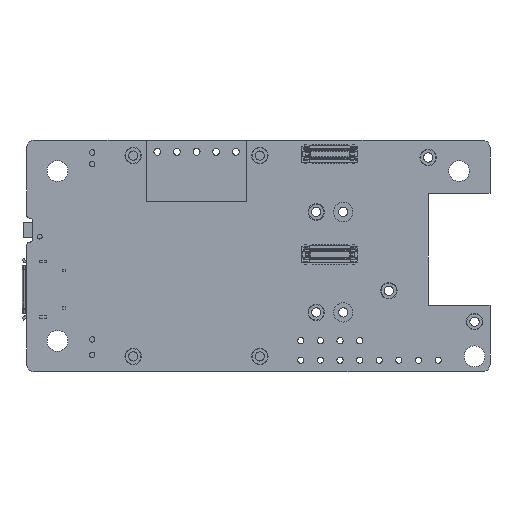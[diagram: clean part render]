
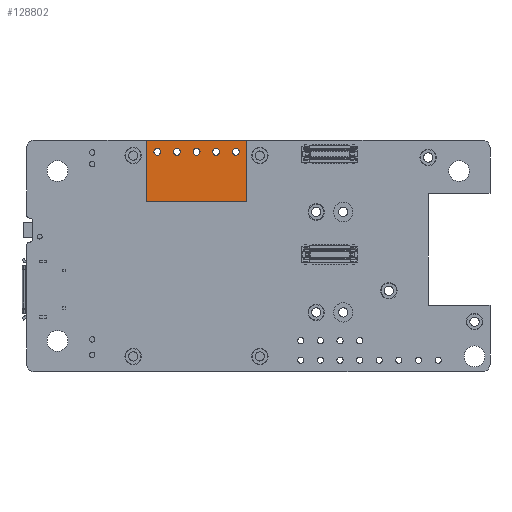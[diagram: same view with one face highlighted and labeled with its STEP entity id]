
A CAD part, front view. The second image highlights one B-rep face of the part: STEP entity #128802.
In plain terms, the highlighted planar face has unit normal (0, -1, 0).
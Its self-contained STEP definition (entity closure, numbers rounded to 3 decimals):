
#128147=DIRECTION('',(1.,0.,0.));
#128148=VECTOR('',#128147,20.);
#128149=CARTESIAN_POINT('',(0.,0.,0.));
#128150=LINE('',#128149,#128148);
#128154=DIRECTION('',(0.,0.,-1.));
#128155=VECTOR('',#128154,30.);
#128156=CARTESIAN_POINT('',(20.,0.,0.));
#128157=LINE('',#128156,#128155);
#128161=DIRECTION('',(-1.,0.,0.));
#128162=VECTOR('',#128161,20.);
#128163=CARTESIAN_POINT('',(20.,0.,-30.));
#128164=LINE('',#128163,#128162);
#128168=DIRECTION('',(0.,0.,1.));
#128169=VECTOR('',#128168,30.);
#128170=CARTESIAN_POINT('',(0.,0.,-30.));
#128171=LINE('',#128170,#128169);
#128175=CARTESIAN_POINT('',(1.8,0.,-28.));
#128176=DIRECTION('',(0.,1.,0.));
#128177=DIRECTION('',(1.,0.,0.));
#128178=AXIS2_PLACEMENT_3D('',#128175,#128176,#128177);
#128183=CARTESIAN_POINT('',(1.8,0.,-28.));
#128184=DIRECTION('',(0.,1.,0.));
#128185=DIRECTION('',(-1.,0.,0.));
#128186=AXIS2_PLACEMENT_3D('',#128183,#128184,#128185);
#128191=CARTESIAN_POINT('',(18.2,0.,-28.));
#128192=DIRECTION('',(0.,1.,0.));
#128193=DIRECTION('',(1.,0.,0.));
#128194=AXIS2_PLACEMENT_3D('',#128191,#128192,#128193);
#128199=CARTESIAN_POINT('',(18.2,0.,-28.));
#128200=DIRECTION('',(0.,1.,0.));
#128201=DIRECTION('',(-1.,0.,0.));
#128202=AXIS2_PLACEMENT_3D('',#128199,#128200,#128201);
#128207=CARTESIAN_POINT('',(1.8,0.,-2.));
#128208=DIRECTION('',(0.,1.,0.));
#128209=DIRECTION('',(1.,0.,0.));
#128210=AXIS2_PLACEMENT_3D('',#128207,#128208,#128209);
#128215=CARTESIAN_POINT('',(1.8,0.,-2.));
#128216=DIRECTION('',(0.,1.,0.));
#128217=DIRECTION('',(-1.,0.,0.));
#128218=AXIS2_PLACEMENT_3D('',#128215,#128216,#128217);
#128223=CARTESIAN_POINT('',(18.2,0.,-2.));
#128224=DIRECTION('',(0.,1.,0.));
#128225=DIRECTION('',(1.,0.,0.));
#128226=AXIS2_PLACEMENT_3D('',#128223,#128224,#128225);
#128231=CARTESIAN_POINT('',(18.2,0.,-2.));
#128232=DIRECTION('',(0.,1.,0.));
#128233=DIRECTION('',(-1.,0.,0.));
#128234=AXIS2_PLACEMENT_3D('',#128231,#128232,#128233);
#128239=CARTESIAN_POINT('',(4.92,0.,-1.5));
#128240=DIRECTION('',(0.,1.,0.));
#128241=DIRECTION('',(1.,0.,0.));
#128242=AXIS2_PLACEMENT_3D('',#128239,#128240,#128241);
#128247=CARTESIAN_POINT('',(4.92,0.,-1.5));
#128248=DIRECTION('',(0.,1.,0.));
#128249=DIRECTION('',(-1.,0.,0.));
#128250=AXIS2_PLACEMENT_3D('',#128247,#128248,#128249);
#128255=CARTESIAN_POINT('',(7.46,0.,-1.5));
#128256=DIRECTION('',(0.,1.,0.));
#128257=DIRECTION('',(1.,0.,0.));
#128258=AXIS2_PLACEMENT_3D('',#128255,#128256,#128257);
#128263=CARTESIAN_POINT('',(7.46,0.,-1.5));
#128264=DIRECTION('',(0.,1.,0.));
#128265=DIRECTION('',(-1.,0.,0.));
#128266=AXIS2_PLACEMENT_3D('',#128263,#128264,#128265);
#128271=CARTESIAN_POINT('',(10.,0.,-1.5));
#128272=DIRECTION('',(0.,1.,0.));
#128273=DIRECTION('',(1.,0.,0.));
#128274=AXIS2_PLACEMENT_3D('',#128271,#128272,#128273);
#128279=CARTESIAN_POINT('',(10.,0.,-1.5));
#128280=DIRECTION('',(0.,1.,0.));
#128281=DIRECTION('',(-1.,0.,0.));
#128282=AXIS2_PLACEMENT_3D('',#128279,#128280,#128281);
#128287=CARTESIAN_POINT('',(12.54,0.,-1.5));
#128288=DIRECTION('',(0.,1.,0.));
#128289=DIRECTION('',(1.,0.,0.));
#128290=AXIS2_PLACEMENT_3D('',#128287,#128288,#128289);
#128295=CARTESIAN_POINT('',(12.54,0.,-1.5));
#128296=DIRECTION('',(0.,1.,0.));
#128297=DIRECTION('',(-1.,0.,0.));
#128298=AXIS2_PLACEMENT_3D('',#128295,#128296,#128297);
#128303=CARTESIAN_POINT('',(15.08,0.,-1.5));
#128304=DIRECTION('',(0.,1.,0.));
#128305=DIRECTION('',(1.,0.,0.));
#128306=AXIS2_PLACEMENT_3D('',#128303,#128304,#128305);
#128311=CARTESIAN_POINT('',(15.08,0.,-1.5));
#128312=DIRECTION('',(0.,1.,0.));
#128313=DIRECTION('',(-1.,0.,0.));
#128314=AXIS2_PLACEMENT_3D('',#128311,#128312,#128313);
#128645=CARTESIAN_POINT('',(0.,0.,0.));
#128646=CARTESIAN_POINT('',(20.,0.,0.));
#128647=VERTEX_POINT('',#128645);
#128648=VERTEX_POINT('',#128646);
#128649=CARTESIAN_POINT('',(20.,0.,-30.));
#128650=VERTEX_POINT('',#128649);
#128651=CARTESIAN_POINT('',(0.,0.,-30.));
#128652=VERTEX_POINT('',#128651);
#128661=CARTESIAN_POINT('',(2.55,0.,-28.));
#128662=CARTESIAN_POINT('',(1.05,0.,-28.));
#128663=VERTEX_POINT('',#128661);
#128664=VERTEX_POINT('',#128662);
#128669=CARTESIAN_POINT('',(18.95,0.,-28.));
#128670=CARTESIAN_POINT('',(17.45,0.,-28.));
#128671=VERTEX_POINT('',#128669);
#128672=VERTEX_POINT('',#128670);
#128677=CARTESIAN_POINT('',(2.55,0.,-2.));
#128678=CARTESIAN_POINT('',(1.05,0.,-2.));
#128679=VERTEX_POINT('',#128677);
#128680=VERTEX_POINT('',#128678);
#128681=CARTESIAN_POINT('',(18.95,0.,-2.));
#128682=CARTESIAN_POINT('',(17.45,0.,-2.));
#128683=VERTEX_POINT('',#128681);
#128684=VERTEX_POINT('',#128682);
#128693=CARTESIAN_POINT('',(5.37,0.,-1.5));
#128694=CARTESIAN_POINT('',(4.47,0.,-1.5));
#128695=VERTEX_POINT('',#128693);
#128696=VERTEX_POINT('',#128694);
#128701=CARTESIAN_POINT('',(7.91,0.,-1.5));
#128702=CARTESIAN_POINT('',(7.01,0.,-1.5));
#128703=VERTEX_POINT('',#128701);
#128704=VERTEX_POINT('',#128702);
#128709=CARTESIAN_POINT('',(10.45,0.,-1.5));
#128710=CARTESIAN_POINT('',(9.55,0.,-1.5));
#128711=VERTEX_POINT('',#128709);
#128712=VERTEX_POINT('',#128710);
#128717=CARTESIAN_POINT('',(12.99,0.,-1.5));
#128718=CARTESIAN_POINT('',(12.09,0.,-1.5));
#128719=VERTEX_POINT('',#128717);
#128720=VERTEX_POINT('',#128718);
#128725=CARTESIAN_POINT('',(15.53,0.,-1.5));
#128726=CARTESIAN_POINT('',(14.63,0.,-1.5));
#128727=VERTEX_POINT('',#128725);
#128728=VERTEX_POINT('',#128726);
#128733=CARTESIAN_POINT('',(0.,0.,0.));
#128734=DIRECTION('',(0.,1.,0.));
#128735=DIRECTION('',(1.,0.,0.));
#128736=AXIS2_PLACEMENT_3D('',#128733,#128734,#128735);
#128737=PLANE('',#128736);
#128739=ORIENTED_EDGE('',*,*,#128738,.T.);
#128741=ORIENTED_EDGE('',*,*,#128740,.T.);
#128743=ORIENTED_EDGE('',*,*,#128742,.T.);
#128745=ORIENTED_EDGE('',*,*,#128744,.T.);
#128746=EDGE_LOOP('',(#128739,#128741,#128743,#128745));
#128747=FACE_OUTER_BOUND('',#128746,.F.);
#128749=ORIENTED_EDGE('',*,*,#128748,.F.);
#128751=ORIENTED_EDGE('',*,*,#128750,.F.);
#128752=EDGE_LOOP('',(#128749,#128751));
#128753=FACE_BOUND('',#128752,.F.);
#128755=ORIENTED_EDGE('',*,*,#128754,.F.);
#128757=ORIENTED_EDGE('',*,*,#128756,.F.);
#128758=EDGE_LOOP('',(#128755,#128757));
#128759=FACE_BOUND('',#128758,.F.);
#128761=ORIENTED_EDGE('',*,*,#128760,.F.);
#128763=ORIENTED_EDGE('',*,*,#128762,.F.);
#128764=EDGE_LOOP('',(#128761,#128763));
#128765=FACE_BOUND('',#128764,.F.);
#128767=ORIENTED_EDGE('',*,*,#128766,.F.);
#128769=ORIENTED_EDGE('',*,*,#128768,.F.);
#128770=EDGE_LOOP('',(#128767,#128769));
#128771=FACE_BOUND('',#128770,.F.);
#128773=ORIENTED_EDGE('',*,*,#128772,.F.);
#128775=ORIENTED_EDGE('',*,*,#128774,.F.);
#128776=EDGE_LOOP('',(#128773,#128775));
#128777=FACE_BOUND('',#128776,.F.);
#128779=ORIENTED_EDGE('',*,*,#128778,.F.);
#128781=ORIENTED_EDGE('',*,*,#128780,.F.);
#128782=EDGE_LOOP('',(#128779,#128781));
#128783=FACE_BOUND('',#128782,.F.);
#128785=ORIENTED_EDGE('',*,*,#128784,.F.);
#128787=ORIENTED_EDGE('',*,*,#128786,.F.);
#128788=EDGE_LOOP('',(#128785,#128787));
#128789=FACE_BOUND('',#128788,.F.);
#128791=ORIENTED_EDGE('',*,*,#128790,.F.);
#128793=ORIENTED_EDGE('',*,*,#128792,.F.);
#128794=EDGE_LOOP('',(#128791,#128793));
#128795=FACE_BOUND('',#128794,.F.);
#128797=ORIENTED_EDGE('',*,*,#128796,.F.);
#128799=ORIENTED_EDGE('',*,*,#128798,.F.);
#128800=EDGE_LOOP('',(#128797,#128799));
#128801=FACE_BOUND('',#128800,.F.);
#128179=CIRCLE('',#128178,0.75);
#128187=CIRCLE('',#128186,0.75);
#128195=CIRCLE('',#128194,0.75);
#128203=CIRCLE('',#128202,0.75);
#128211=CIRCLE('',#128210,0.75);
#128219=CIRCLE('',#128218,0.75);
#128227=CIRCLE('',#128226,0.75);
#128235=CIRCLE('',#128234,0.75);
#128243=CIRCLE('',#128242,0.45);
#128251=CIRCLE('',#128250,0.45);
#128259=CIRCLE('',#128258,0.45);
#128267=CIRCLE('',#128266,0.45);
#128275=CIRCLE('',#128274,0.45);
#128283=CIRCLE('',#128282,0.45);
#128291=CIRCLE('',#128290,0.45);
#128299=CIRCLE('',#128298,0.45);
#128307=CIRCLE('',#128306,0.45);
#128315=CIRCLE('',#128314,0.45);
#128738=EDGE_CURVE('',#128647,#128648,#128150,.T.);
#128740=EDGE_CURVE('',#128648,#128650,#128157,.T.);
#128742=EDGE_CURVE('',#128650,#128652,#128164,.T.);
#128744=EDGE_CURVE('',#128652,#128647,#128171,.T.);
#128748=EDGE_CURVE('',#128663,#128664,#128179,.T.);
#128750=EDGE_CURVE('',#128664,#128663,#128187,.T.);
#128754=EDGE_CURVE('',#128671,#128672,#128195,.T.);
#128756=EDGE_CURVE('',#128672,#128671,#128203,.T.);
#128760=EDGE_CURVE('',#128679,#128680,#128211,.T.);
#128762=EDGE_CURVE('',#128680,#128679,#128219,.T.);
#128766=EDGE_CURVE('',#128683,#128684,#128227,.T.);
#128768=EDGE_CURVE('',#128684,#128683,#128235,.T.);
#128772=EDGE_CURVE('',#128695,#128696,#128243,.T.);
#128774=EDGE_CURVE('',#128696,#128695,#128251,.T.);
#128778=EDGE_CURVE('',#128703,#128704,#128259,.T.);
#128780=EDGE_CURVE('',#128704,#128703,#128267,.T.);
#128784=EDGE_CURVE('',#128711,#128712,#128275,.T.);
#128786=EDGE_CURVE('',#128712,#128711,#128283,.T.);
#128790=EDGE_CURVE('',#128719,#128720,#128291,.T.);
#128792=EDGE_CURVE('',#128720,#128719,#128299,.T.);
#128796=EDGE_CURVE('',#128727,#128728,#128307,.T.);
#128798=EDGE_CURVE('',#128728,#128727,#128315,.T.);
#128802=ADVANCED_FACE('',(#128747,#128753,#128759,#128765,#128771,#128777,
#128783,#128789,#128795,#128801),#128737,.F.);
